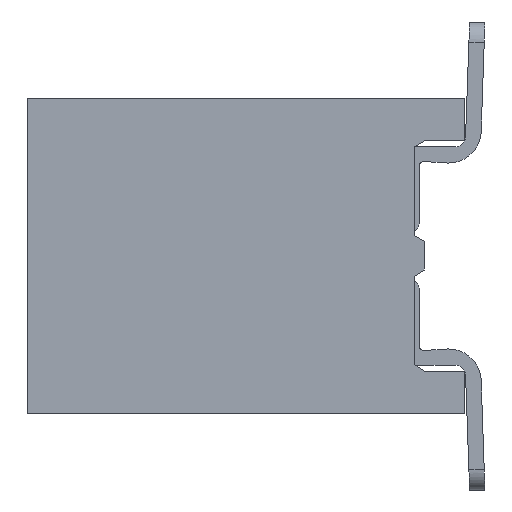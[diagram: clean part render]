
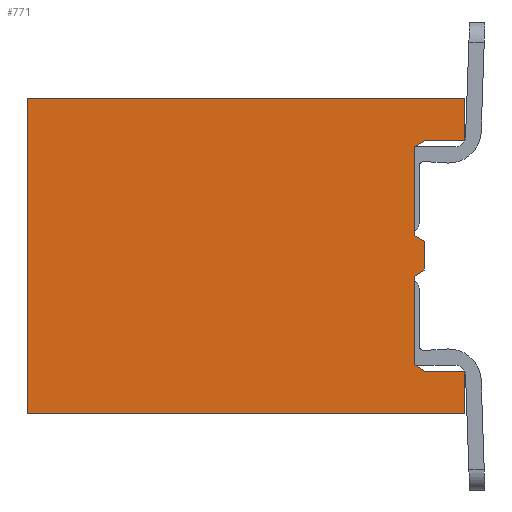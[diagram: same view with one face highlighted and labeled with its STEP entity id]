
A CAD part, left-side view. The second image highlights one B-rep face of the part: STEP entity #771.
In plain terms, the highlighted planar face has unit normal (-1, 0, 0).
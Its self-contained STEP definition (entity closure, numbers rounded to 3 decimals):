
#771=ADVANCED_FACE('',(#2154),#2155,.F.);
#2154=FACE_OUTER_BOUND('',#4205,.T.);
#2155=PLANE('',#4206);
#4205=EDGE_LOOP('',(#6524,#6525,#6526,#6527,#6528,#6529,#6530,#6531,#6532,#6533,#6534,#6535,#6536,#6537));
#4206=AXIS2_PLACEMENT_3D('',#6538,#6539,#6540);
#6524=ORIENTED_EDGE('',*,*,#12741,.T.);
#6525=ORIENTED_EDGE('',*,*,#12742,.T.);
#6526=ORIENTED_EDGE('',*,*,#12743,.F.);
#6527=ORIENTED_EDGE('',*,*,#12744,.T.);
#6528=ORIENTED_EDGE('',*,*,#12745,.T.);
#6529=ORIENTED_EDGE('',*,*,#12746,.F.);
#6530=ORIENTED_EDGE('',*,*,#12747,.F.);
#6531=ORIENTED_EDGE('',*,*,#12748,.T.);
#6532=ORIENTED_EDGE('',*,*,#12749,.T.);
#6533=ORIENTED_EDGE('',*,*,#12750,.T.);
#6534=ORIENTED_EDGE('',*,*,#12751,.T.);
#6535=ORIENTED_EDGE('',*,*,#12752,.T.);
#6536=ORIENTED_EDGE('',*,*,#12753,.F.);
#6537=ORIENTED_EDGE('',*,*,#12754,.F.);
#6538=CARTESIAN_POINT('',(-6.55,2.097,0.));
#6539=DIRECTION('',(1.0,0.0,0.));
#6540=DIRECTION('',(0.,0.0,-1.0));
#12741=EDGE_CURVE('',#15474,#15475,#15476,.T.);
#12742=EDGE_CURVE('',#15475,#15477,#15478,.T.);
#12743=EDGE_CURVE('',#15479,#15477,#15480,.T.);
#12744=EDGE_CURVE('',#15479,#15481,#15482,.T.);
#12745=EDGE_CURVE('',#15481,#15483,#15484,.T.);
#12746=EDGE_CURVE('',#15485,#15483,#15486,.T.);
#12747=EDGE_CURVE('',#15487,#15485,#15488,.T.);
#12748=EDGE_CURVE('',#15487,#15489,#15490,.T.);
#12749=EDGE_CURVE('',#15489,#15491,#15492,.T.);
#12750=EDGE_CURVE('',#15491,#15493,#15494,.T.);
#12751=EDGE_CURVE('',#15493,#15495,#15496,.T.);
#12752=EDGE_CURVE('',#15495,#15497,#15498,.T.);
#12753=EDGE_CURVE('',#15499,#15497,#15500,.T.);
#12754=EDGE_CURVE('',#15474,#15499,#15501,.T.);
#15474=VERTEX_POINT('',#19350);
#15475=VERTEX_POINT('',#19351);
#15476=LINE('',#19352,#19353);
#15477=VERTEX_POINT('',#19354);
#15478=LINE('',#19355,#19356);
#15479=VERTEX_POINT('',#19357);
#15480=LINE('',#19358,#19359);
#15481=VERTEX_POINT('',#19360);
#15482=LINE('',#19361,#19362);
#15483=VERTEX_POINT('',#19363);
#15484=LINE('',#19364,#19365);
#15485=VERTEX_POINT('',#19366);
#15486=LINE('',#19367,#19368);
#15487=VERTEX_POINT('',#19369);
#15488=LINE('',#19370,#19371);
#15489=VERTEX_POINT('',#19372);
#15490=LINE('',#19373,#19374);
#15491=VERTEX_POINT('',#19375);
#15492=LINE('',#19376,#19377);
#15493=VERTEX_POINT('',#19378);
#15494=LINE('',#19379,#19380);
#15495=VERTEX_POINT('',#19381);
#15496=LINE('',#19382,#19383);
#15497=VERTEX_POINT('',#19384);
#15498=LINE('',#19385,#19386);
#15499=VERTEX_POINT('',#19387);
#15500=LINE('',#19388,#19389);
#15501=LINE('',#19390,#19391);
#19350=CARTESIAN_POINT('',(-6.55,0.0,1.131));
#19351=CARTESIAN_POINT('',(-6.55,0.0,1.55));
#19352=CARTESIAN_POINT('',(-6.55,0.0,1.131));
#19353=VECTOR('',#24210,1.0);
#19354=CARTESIAN_POINT('',(-6.55,4.3,1.55));
#19355=CARTESIAN_POINT('',(-6.55,0.0,1.55));
#19356=VECTOR('',#24211,1.0);
#19357=CARTESIAN_POINT('',(-6.55,4.3,-1.55));
#19358=CARTESIAN_POINT('',(-6.55,4.3,0.));
#19359=VECTOR('',#24212,1.0);
#19360=CARTESIAN_POINT('',(-6.55,0.0,-1.55));
#19361=CARTESIAN_POINT('',(-6.55,4.3,-1.55));
#19362=VECTOR('',#24213,1.0);
#19363=CARTESIAN_POINT('',(-6.55,0.0,-1.131));
#19364=CARTESIAN_POINT('',(-6.55,0.0,-1.55));
#19365=VECTOR('',#24214,1.0);
#19366=CARTESIAN_POINT('',(-6.55,0.397,-1.131));
#19367=CARTESIAN_POINT('',(-6.55,0.397,-1.131));
#19368=VECTOR('',#24215,1.0);
#19369=CARTESIAN_POINT('',(-6.55,0.497,-1.068));
#19370=CARTESIAN_POINT('',(-6.55,0.497,-1.068));
#19371=VECTOR('',#24216,1.0);
#19372=CARTESIAN_POINT('',(-6.55,0.497,-0.201));
#19373=CARTESIAN_POINT('',(-6.55,0.497,-1.068));
#19374=VECTOR('',#24217,1.0);
#19375=CARTESIAN_POINT('',(-6.55,0.397,-0.138));
#19376=CARTESIAN_POINT('',(-6.55,0.497,-0.201));
#19377=VECTOR('',#24218,1.0);
#19378=CARTESIAN_POINT('',(-6.55,0.397,0.142));
#19379=CARTESIAN_POINT('',(-6.55,0.397,-0.138));
#19380=VECTOR('',#24219,1.0);
#19381=CARTESIAN_POINT('',(-6.55,0.497,0.201));
#19382=CARTESIAN_POINT('',(-6.55,0.397,0.142));
#19383=VECTOR('',#24220,1.0);
#19384=CARTESIAN_POINT('',(-6.55,0.497,1.072));
#19385=CARTESIAN_POINT('',(-6.55,0.497,0.201));
#19386=VECTOR('',#24221,1.0);
#19387=CARTESIAN_POINT('',(-6.55,0.397,1.131));
#19388=CARTESIAN_POINT('',(-6.55,0.397,1.131));
#19389=VECTOR('',#24222,1.0);
#19390=CARTESIAN_POINT('',(-6.55,0.0,1.131));
#19391=VECTOR('',#24223,1.0);
#24210=DIRECTION('',(0.,0.0,1.0));
#24211=DIRECTION('',(0.,1.0,0.));
#24212=DIRECTION('',(0.,0.0,1.0));
#24213=DIRECTION('',(0.,-1.0,0.));
#24214=DIRECTION('',(0.,0.0,1.0));
#24215=DIRECTION('',(0.0,-1.0,0.0));
#24216=DIRECTION('',(0.,-0.844,-0.537));
#24217=DIRECTION('',(0.,0.0,1.0));
#24218=DIRECTION('',(0.,-0.844,0.537));
#24219=DIRECTION('',(0.,0.0,1.0));
#24220=DIRECTION('',(0.,0.861,0.509));
#24221=DIRECTION('',(0.,0.0,1.0));
#24222=DIRECTION('',(0.,0.861,-0.509));
#24223=DIRECTION('',(0.0,1.0,0.0));
